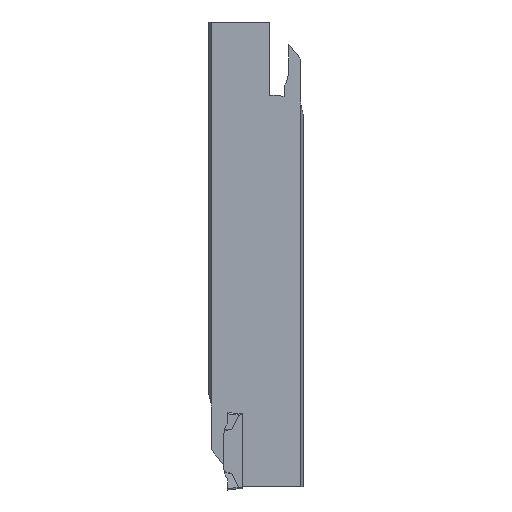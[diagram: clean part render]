
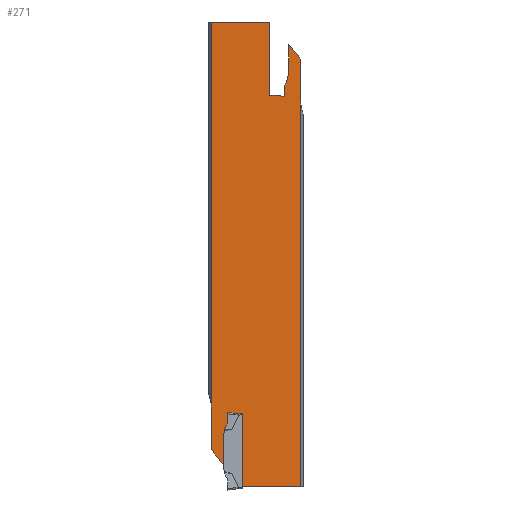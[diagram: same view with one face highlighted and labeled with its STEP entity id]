
A CAD part, left-side view. The second image highlights one B-rep face of the part: STEP entity #271.
In plain terms, the highlighted planar face has unit normal (-1, 0, 0).
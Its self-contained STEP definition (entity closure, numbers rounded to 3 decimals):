
#271=ADVANCED_FACE('',(#377),#329,.F.);
#329=PLANE('',#1374);
#377=FACE_OUTER_BOUND('',#435,.T.);
#435=EDGE_LOOP('',(#505,#506,#507,#508,#509,#510,#511,#512,#513,#514,#515,
#516,#517,#518,#519,#520,#521,#522,#523,#524,#525,#526,#527,#528));
#493=CIRCLE('',#1372,13.);
#494=CIRCLE('',#1373,13.);
#505=ORIENTED_EDGE('',*,*,#937,.F.);
#506=ORIENTED_EDGE('',*,*,#938,.F.);
#507=ORIENTED_EDGE('',*,*,#939,.T.);
#508=ORIENTED_EDGE('',*,*,#940,.F.);
#509=ORIENTED_EDGE('',*,*,#941,.F.);
#510=ORIENTED_EDGE('',*,*,#942,.F.);
#511=ORIENTED_EDGE('',*,*,#943,.F.);
#512=ORIENTED_EDGE('',*,*,#944,.F.);
#513=ORIENTED_EDGE('',*,*,#945,.F.);
#514=ORIENTED_EDGE('',*,*,#946,.F.);
#515=ORIENTED_EDGE('',*,*,#947,.F.);
#516=ORIENTED_EDGE('',*,*,#948,.F.);
#517=ORIENTED_EDGE('',*,*,#949,.F.);
#518=ORIENTED_EDGE('',*,*,#950,.F.);
#519=ORIENTED_EDGE('',*,*,#951,.F.);
#520=ORIENTED_EDGE('',*,*,#952,.F.);
#521=ORIENTED_EDGE('',*,*,#953,.T.);
#522=ORIENTED_EDGE('',*,*,#954,.F.);
#523=ORIENTED_EDGE('',*,*,#955,.F.);
#524=ORIENTED_EDGE('',*,*,#956,.F.);
#525=ORIENTED_EDGE('',*,*,#957,.F.);
#526=ORIENTED_EDGE('',*,*,#958,.F.);
#527=ORIENTED_EDGE('',*,*,#959,.F.);
#528=ORIENTED_EDGE('',*,*,#960,.F.);
#829=VERTEX_POINT('',#1736);
#830=VERTEX_POINT('',#1737);
#831=VERTEX_POINT('',#1739);
#832=VERTEX_POINT('',#1741);
#833=VERTEX_POINT('',#1743);
#834=VERTEX_POINT('',#1745);
#835=VERTEX_POINT('',#1747);
#836=VERTEX_POINT('',#1749);
#837=VERTEX_POINT('',#1751);
#838=VERTEX_POINT('',#1753);
#839=VERTEX_POINT('',#1755);
#840=VERTEX_POINT('',#1757);
#841=VERTEX_POINT('',#1759);
#842=VERTEX_POINT('',#1761);
#843=VERTEX_POINT('',#1763);
#844=VERTEX_POINT('',#1765);
#845=VERTEX_POINT('',#1767);
#846=VERTEX_POINT('',#1769);
#847=VERTEX_POINT('',#1771);
#848=VERTEX_POINT('',#1773);
#849=VERTEX_POINT('',#1775);
#850=VERTEX_POINT('',#1777);
#851=VERTEX_POINT('',#1779);
#852=VERTEX_POINT('',#1781);
#937=EDGE_CURVE('',#829,#830,#1099,.T.);
#938=EDGE_CURVE('',#831,#829,#1100,.T.);
#939=EDGE_CURVE('',#831,#832,#1101,.T.);
#940=EDGE_CURVE('',#833,#832,#493,.T.);
#941=EDGE_CURVE('',#834,#833,#1102,.T.);
#942=EDGE_CURVE('',#835,#834,#1103,.T.);
#943=EDGE_CURVE('',#836,#835,#1104,.T.);
#944=EDGE_CURVE('',#837,#836,#1105,.T.);
#945=EDGE_CURVE('',#838,#837,#1106,.T.);
#946=EDGE_CURVE('',#839,#838,#1107,.T.);
#947=EDGE_CURVE('',#840,#839,#1108,.T.);
#948=EDGE_CURVE('',#841,#840,#1109,.T.);
#949=EDGE_CURVE('',#842,#841,#1110,.T.);
#950=EDGE_CURVE('',#843,#842,#1111,.T.);
#951=EDGE_CURVE('',#844,#843,#1112,.T.);
#952=EDGE_CURVE('',#845,#844,#494,.T.);
#953=EDGE_CURVE('',#845,#846,#1113,.T.);
#954=EDGE_CURVE('',#847,#846,#1114,.T.);
#955=EDGE_CURVE('',#848,#847,#1115,.T.);
#956=EDGE_CURVE('',#849,#848,#1116,.T.);
#957=EDGE_CURVE('',#850,#849,#1117,.T.);
#958=EDGE_CURVE('',#851,#850,#1118,.T.);
#959=EDGE_CURVE('',#852,#851,#1119,.T.);
#960=EDGE_CURVE('',#830,#852,#1120,.T.);
#1099=LINE('',#1735,#1233);
#1100=LINE('',#1738,#1234);
#1101=LINE('',#1740,#1235);
#1102=LINE('',#1744,#1236);
#1103=LINE('',#1746,#1237);
#1104=LINE('',#1748,#1238);
#1105=LINE('',#1750,#1239);
#1106=LINE('',#1752,#1240);
#1107=LINE('',#1754,#1241);
#1108=LINE('',#1756,#1242);
#1109=LINE('',#1758,#1243);
#1110=LINE('',#1760,#1244);
#1111=LINE('',#1762,#1245);
#1112=LINE('',#1764,#1246);
#1113=LINE('',#1768,#1247);
#1114=LINE('',#1770,#1248);
#1115=LINE('',#1772,#1249);
#1116=LINE('',#1774,#1250);
#1117=LINE('',#1776,#1251);
#1118=LINE('',#1778,#1252);
#1119=LINE('',#1780,#1253);
#1120=LINE('',#1782,#1254);
#1233=VECTOR('',#1448,1.);
#1234=VECTOR('',#1449,1.);
#1235=VECTOR('',#1450,1.);
#1236=VECTOR('',#1453,1.);
#1237=VECTOR('',#1454,1.);
#1238=VECTOR('',#1455,1.);
#1239=VECTOR('',#1456,1.);
#1240=VECTOR('',#1457,1.);
#1241=VECTOR('',#1458,1.);
#1242=VECTOR('',#1459,1.);
#1243=VECTOR('',#1460,1.);
#1244=VECTOR('',#1461,1.);
#1245=VECTOR('',#1462,1.);
#1246=VECTOR('',#1463,1.);
#1247=VECTOR('',#1466,1.);
#1248=VECTOR('',#1467,1.);
#1249=VECTOR('',#1468,1.);
#1250=VECTOR('',#1469,1.);
#1251=VECTOR('',#1470,1.);
#1252=VECTOR('',#1471,1.);
#1253=VECTOR('',#1472,1.);
#1254=VECTOR('',#1473,1.);
#1372=AXIS2_PLACEMENT_3D('',#1742,#1451,#1452);
#1373=AXIS2_PLACEMENT_3D('',#1766,#1464,#1465);
#1374=AXIS2_PLACEMENT_3D('',#1783,#1474,#1475);
#1448=DIRECTION('',(0.,0.,-1.));
#1449=DIRECTION('',(0.,-1.,0.));
#1450=DIRECTION('',(0.,0.,-1.));
#1451=DIRECTION('',(-1.,0.,0.));
#1452=DIRECTION('',(0.,1.,0.));
#1453=DIRECTION('',(0.,0.,1.));
#1454=DIRECTION('',(0.,0.643,0.766));
#1455=DIRECTION('',(0.,0.,-1.));
#1456=DIRECTION('',(0.,0.225,-0.974));
#1457=DIRECTION('',(0.,0.707,-0.707));
#1458=DIRECTION('',(0.,0.,-1.));
#1459=DIRECTION('',(0.,0.993,0.122));
#1460=DIRECTION('',(0.,1.,0.));
#1461=DIRECTION('',(0.,0.,1.));
#1462=DIRECTION('',(0.,1.,0.));
#1463=DIRECTION('',(0.,0.,-1.));
#1464=DIRECTION('',(-1.,0.,0.));
#1465=DIRECTION('',(0.,1.,0.));
#1466=DIRECTION('',(0.,0.,1.));
#1467=DIRECTION('',(0.,-0.643,-0.766));
#1468=DIRECTION('',(0.,0.,1.));
#1469=DIRECTION('',(0.,-0.225,0.974));
#1470=DIRECTION('',(0.,-0.707,0.707));
#1471=DIRECTION('',(0.,0.,1.));
#1472=DIRECTION('',(0.,-0.993,-0.122));
#1473=DIRECTION('',(0.,-1.,0.));
#1474=DIRECTION('',(1.,0.,0.));
#1475=DIRECTION('',(0.,1.,0.));
#1735=CARTESIAN_POINT('',(-5.35,11.574,1.));
#1736=CARTESIAN_POINT('',(-5.35,11.574,0.));
#1737=CARTESIAN_POINT('',(-5.35,11.574,-23.65));
#1738=CARTESIAN_POINT('',(-5.35,30.466,0.));
#1739=CARTESIAN_POINT('',(-5.35,30.466,0.));
#1740=CARTESIAN_POINT('',(-5.35,30.466,1.));
#1741=CARTESIAN_POINT('',(-5.35,30.466,-123.176));
#1742=CARTESIAN_POINT('',(-5.35,43.366,-124.785));
#1743=CARTESIAN_POINT('',(-5.35,30.366,-124.785));
#1744=CARTESIAN_POINT('',(-5.35,30.366,1.));
#1745=CARTESIAN_POINT('',(-5.35,30.366,-138.056));
#1746=CARTESIAN_POINT('',(-5.35,98.88,-56.405));
#1747=CARTESIAN_POINT('',(-5.35,26.47,-142.7));
#1748=CARTESIAN_POINT('',(-5.35,26.47,1.));
#1749=CARTESIAN_POINT('',(-5.35,26.47,-133.389));
#1750=CARTESIAN_POINT('',(-5.35,-2.784,-6.677));
#1751=CARTESIAN_POINT('',(-5.35,25.786,-130.426));
#1752=CARTESIAN_POINT('',(-5.35,-37.587,-67.054));
#1753=CARTESIAN_POINT('',(-5.35,24.998,-129.638));
#1754=CARTESIAN_POINT('',(-5.35,24.998,1.));
#1755=CARTESIAN_POINT('',(-5.35,24.998,-126.));
#1756=CARTESIAN_POINT('',(-5.35,45.747,-123.452));
#1757=CARTESIAN_POINT('',(-5.35,22.147,-126.35));
#1758=CARTESIAN_POINT('',(-5.35,30.466,-126.35));
#1759=CARTESIAN_POINT('',(-5.35,20.326,-126.35));
#1760=CARTESIAN_POINT('',(-5.35,20.326,1.));
#1761=CARTESIAN_POINT('',(-5.35,20.326,-150.));
#1762=CARTESIAN_POINT('',(-5.35,30.466,-150.));
#1763=CARTESIAN_POINT('',(-5.35,1.434,-150.));
#1764=CARTESIAN_POINT('',(-5.35,1.434,1.));
#1765=CARTESIAN_POINT('',(-5.35,1.434,-26.824));
#1766=CARTESIAN_POINT('',(-5.35,-11.466,-25.215));
#1767=CARTESIAN_POINT('',(-5.35,1.534,-25.215));
#1768=CARTESIAN_POINT('',(-5.35,1.534,1.));
#1769=CARTESIAN_POINT('',(-5.35,1.534,-11.939));
#1770=CARTESIAN_POINT('',(-5.35,19.859,9.901));
#1771=CARTESIAN_POINT('',(-5.35,5.43,-7.295));
#1772=CARTESIAN_POINT('',(-5.35,5.43,1.));
#1773=CARTESIAN_POINT('',(-5.35,5.43,-16.611));
#1774=CARTESIAN_POINT('',(-5.35,2.837,-5.379));
#1775=CARTESIAN_POINT('',(-5.35,6.114,-19.574));
#1776=CARTESIAN_POINT('',(-5.35,8.004,-21.463));
#1777=CARTESIAN_POINT('',(-5.35,6.902,-20.362));
#1778=CARTESIAN_POINT('',(-5.35,6.902,1.));
#1779=CARTESIAN_POINT('',(-5.35,6.902,-24.));
#1780=CARTESIAN_POINT('',(-5.35,33.141,-20.778));
#1781=CARTESIAN_POINT('',(-5.35,9.753,-23.65));
#1782=CARTESIAN_POINT('',(-5.35,30.466,-23.65));
#1783=CARTESIAN_POINT('',(-5.35,30.466,1.));
